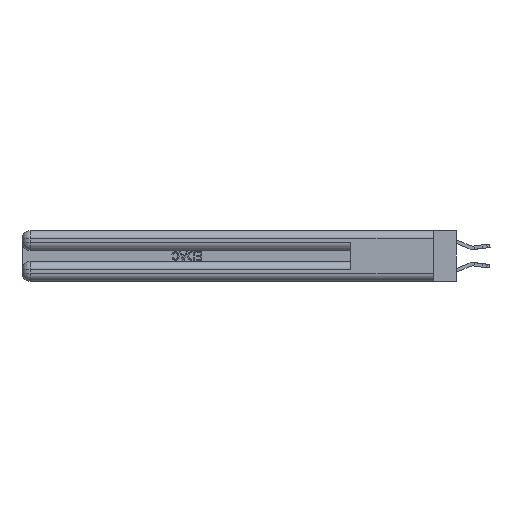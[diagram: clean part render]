
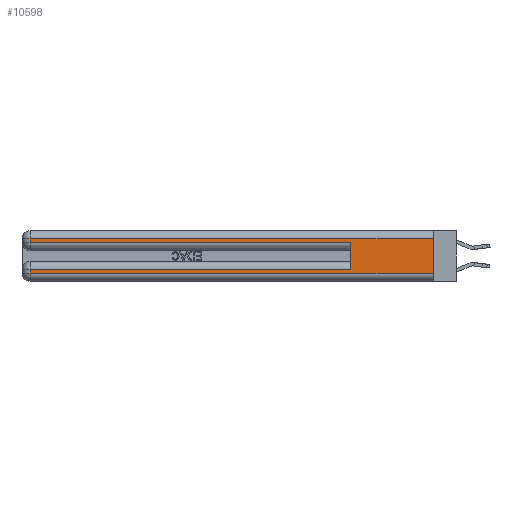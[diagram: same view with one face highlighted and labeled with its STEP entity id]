
A CAD part, left-side view. The second image highlights one B-rep face of the part: STEP entity #10598.
In plain terms, the highlighted planar face has unit normal (-1, 0, 0).
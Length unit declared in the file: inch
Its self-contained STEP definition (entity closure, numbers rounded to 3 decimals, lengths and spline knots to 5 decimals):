
#1070 = AXIS2_PLACEMENT_3D ( 'NONE', #8348, #29133, #15343 ) ;
#1266 = ORIENTED_EDGE ( 'NONE', *, *, #18226, .T. ) ;
#1477 = LINE ( 'NONE', #29756, #21383 ) ;
#1868 = VECTOR ( 'NONE', #14825, 39.37008 ) ;
#2647 = VERTEX_POINT ( 'NONE', #17593 ) ;
#2964 = CARTESIAN_POINT ( 'NONE',  ( 0., 0., 0.31 ) ) ;
#3175 = ORIENTED_EDGE ( 'NONE', *, *, #6963, .T. ) ;
#4353 = ORIENTED_EDGE ( 'NONE', *, *, #29382, .F. ) ;
#4379 = ORIENTED_EDGE ( 'NONE', *, *, #29726, .T. ) ;
#4525 = CARTESIAN_POINT ( 'NONE',  ( 0., 0., 0.06 ) ) ;
#4653 = VECTOR ( 'NONE', #12744, 39.37008 ) ;
#4734 = ORIENTED_EDGE ( 'NONE', *, *, #10974, .F. ) ;
#4845 = CARTESIAN_POINT ( 'NONE',  ( 0., 0., 0.085 ) ) ;
#5823 = CARTESIAN_POINT ( 'NONE',  ( 0., 2.94, 0.06 ) ) ;
#6221 = DIRECTION ( 'NONE',  ( 0., -1., 0. ) ) ;
#6517 = VECTOR ( 'NONE', #6221, 39.37008 ) ;
#6963 = EDGE_CURVE ( 'NONE', #2647, #23476, #1477, .T. ) ;
#7187 = DIRECTION ( 'NONE',  ( 0., 1., 0. ) ) ;
#7252 = EDGE_CURVE ( 'NONE', #7848, #28276, #9476, .T. ) ;
#7624 = CARTESIAN_POINT ( 'NONE',  ( 0., 0., 0.06 ) ) ;
#7848 = VERTEX_POINT ( 'NONE', #5823 ) ;
#8348 = CARTESIAN_POINT ( 'NONE',  ( 0., 0., 0.37 ) ) ;
#8819 = VERTEX_POINT ( 'NONE', #29812 ) ;
#9001 = ORIENTED_EDGE ( 'NONE', *, *, #7252, .T. ) ;
#9382 = VECTOR ( 'NONE', #26844, 39.37008 ) ;
#9476 = LINE ( 'NONE', #7624, #13484 ) ;
#9969 = DIRECTION ( 'NONE',  ( 0., -1., 0. ) ) ;
#10403 = VERTEX_POINT ( 'NONE', #12032 ) ;
#10598 = ADVANCED_FACE ( 'NONE', ( #16775 ), #26831, .F. ) ;
#10974 = EDGE_CURVE ( 'NONE', #23699, #10403, #25032, .T. ) ;
#11266 = CARTESIAN_POINT ( 'NONE',  ( 0., 2.94, 0.285 ) ) ;
#11697 = LINE ( 'NONE', #27379, #23215 ) ;
#11910 = EDGE_CURVE ( 'NONE', #23476, #10403, #12738, .T. ) ;
#12032 = CARTESIAN_POINT ( 'NONE',  ( 0., 0.6, 0.285 ) ) ;
#12738 = LINE ( 'NONE', #22911, #6517 ) ;
#12744 = DIRECTION ( 'NONE',  ( 0., 1., 0. ) ) ;
#13484 = VECTOR ( 'NONE', #9969, 39.37008 ) ;
#13648 = DIRECTION ( 'NONE',  ( 0., 0., -1. ) ) ;
#13674 = EDGE_LOOP ( 'NONE', ( #4353, #1266, #3175, #16106, #4734, #4379, #20977, #9001 ) ) ;
#14083 = VECTOR ( 'NONE', #7187, 39.37008 ) ;
#14825 = DIRECTION ( 'NONE',  ( 0., 0., 1. ) ) ;
#15343 = DIRECTION ( 'NONE',  ( 0., 0., -1. ) ) ;
#15985 = EDGE_CURVE ( 'NONE', #8819, #7848, #11697, .T. ) ;
#16106 = ORIENTED_EDGE ( 'NONE', *, *, #11910, .T. ) ;
#16775 = FACE_OUTER_BOUND ( 'NONE', #13674, .T. ) ;
#17593 = CARTESIAN_POINT ( 'NONE',  ( 0., 2.94, 0.31 ) ) ;
#18107 = VERTEX_POINT ( 'NONE', #2964 ) ;
#18226 = EDGE_CURVE ( 'NONE', #18107, #2647, #22401, .T. ) ;
#20194 = LINE ( 'NONE', #4845, #14083 ) ;
#20977 = ORIENTED_EDGE ( 'NONE', *, *, #15985, .T. ) ;
#21383 = VECTOR ( 'NONE', #13648, 39.37008 ) ;
#22401 = LINE ( 'NONE', #28859, #4653 ) ;
#22911 = CARTESIAN_POINT ( 'NONE',  ( 0., 0., 0.285 ) ) ;
#23215 = VECTOR ( 'NONE', #25033, 39.37008 ) ;
#23476 = VERTEX_POINT ( 'NONE', #11266 ) ;
#23699 = VERTEX_POINT ( 'NONE', #25640 ) ;
#24497 = CARTESIAN_POINT ( 'NONE',  ( 0., 0., 0.37 ) ) ;
#25032 = LINE ( 'NONE', #26295, #1868 ) ;
#25033 = DIRECTION ( 'NONE',  ( 0., 0., -1. ) ) ;
#25640 = CARTESIAN_POINT ( 'NONE',  ( 0., 0.6, 0.085 ) ) ;
#26295 = CARTESIAN_POINT ( 'NONE',  ( 0., 0.6, 0.145 ) ) ;
#26831 = PLANE ( 'NONE',  #1070 ) ;
#26844 = DIRECTION ( 'NONE',  ( 0., 0., -1. ) ) ;
#27379 = CARTESIAN_POINT ( 'NONE',  ( 0., 2.94, 0.37 ) ) ;
#27823 = LINE ( 'NONE', #24497, #9382 ) ;
#28276 = VERTEX_POINT ( 'NONE', #4525 ) ;
#28859 = CARTESIAN_POINT ( 'NONE',  ( 0., 0., 0.31 ) ) ;
#29133 = DIRECTION ( 'NONE',  ( 1., 0., 0. ) ) ;
#29382 = EDGE_CURVE ( 'NONE', #18107, #28276, #27823, .T. ) ;
#29726 = EDGE_CURVE ( 'NONE', #23699, #8819, #20194, .T. ) ;
#29756 = CARTESIAN_POINT ( 'NONE',  ( 0., 2.94, 0.37 ) ) ;
#29812 = CARTESIAN_POINT ( 'NONE',  ( 0., 2.94, 0.085 ) ) ;
